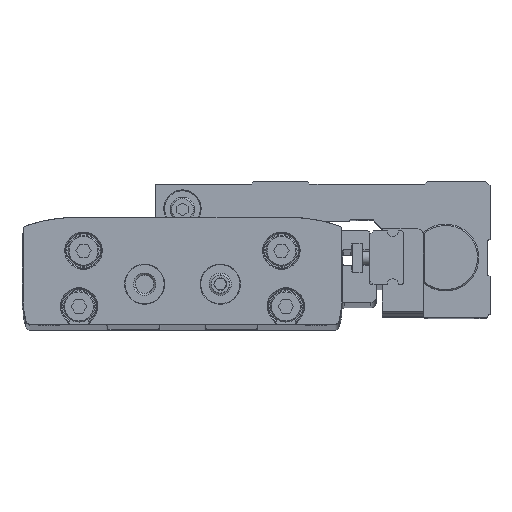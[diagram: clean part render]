
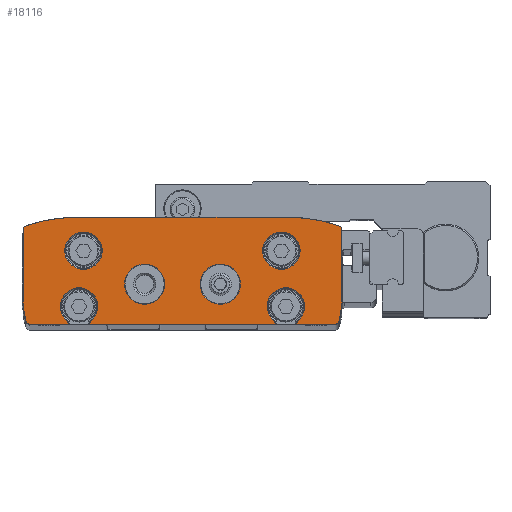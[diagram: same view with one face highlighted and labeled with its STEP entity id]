
A CAD part, top view. The second image highlights one B-rep face of the part: STEP entity #18116.
In plain terms, the highlighted planar face has unit normal (0, 0, 1).
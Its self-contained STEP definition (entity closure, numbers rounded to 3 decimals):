
#815=CIRCLE('',#22026,4.2);
#816=CIRCLE('',#22027,4.2);
#817=CIRCLE('',#22028,1.);
#818=CIRCLE('',#22029,15.);
#819=CIRCLE('',#22030,1.);
#820=CIRCLE('',#22031,35.);
#821=CIRCLE('',#22032,35.);
#822=CIRCLE('',#22033,1.);
#823=CIRCLE('',#22034,15.);
#824=CIRCLE('',#22035,1.);
#825=CIRCLE('',#22036,4.2);
#826=CIRCLE('',#22037,4.2);
#827=CIRCLE('',#22038,4.5);
#828=CIRCLE('',#22039,4.5);
#1880=ORIENTED_EDGE('',*,*,#6889,.F.);
#1881=ORIENTED_EDGE('',*,*,#6878,.T.);
#1882=ORIENTED_EDGE('',*,*,#6738,.T.);
#1883=ORIENTED_EDGE('',*,*,#6880,.F.);
#1884=ORIENTED_EDGE('',*,*,#6890,.F.);
#1885=ORIENTED_EDGE('',*,*,#6888,.T.);
#1886=ORIENTED_EDGE('',*,*,#6730,.T.);
#1887=ORIENTED_EDGE('',*,*,#6891,.T.);
#1888=ORIENTED_EDGE('',*,*,#6892,.T.);
#1889=ORIENTED_EDGE('',*,*,#6893,.T.);
#1890=ORIENTED_EDGE('',*,*,#6894,.T.);
#1891=ORIENTED_EDGE('',*,*,#6895,.T.);
#1892=ORIENTED_EDGE('',*,*,#6896,.T.);
#1893=ORIENTED_EDGE('',*,*,#6897,.T.);
#1894=ORIENTED_EDGE('',*,*,#6898,.T.);
#1895=ORIENTED_EDGE('',*,*,#6899,.T.);
#1896=ORIENTED_EDGE('',*,*,#6900,.T.);
#1897=ORIENTED_EDGE('',*,*,#6901,.T.);
#1898=ORIENTED_EDGE('',*,*,#6726,.T.);
#1899=ORIENTED_EDGE('',*,*,#6870,.F.);
#1900=ORIENTED_EDGE('',*,*,#6902,.F.);
#1901=ORIENTED_EDGE('',*,*,#6903,.F.);
#1902=ORIENTED_EDGE('',*,*,#6904,.F.);
#1903=ORIENTED_EDGE('',*,*,#6905,.F.);
#6726=EDGE_CURVE('',#9247,#9246,#11068,.T.);
#6730=EDGE_CURVE('',#9251,#9250,#11072,.T.);
#6738=EDGE_CURVE('',#9259,#9258,#11076,.T.);
#6870=EDGE_CURVE('',#9378,#9246,#11154,.T.);
#6878=EDGE_CURVE('',#9383,#9259,#11161,.T.);
#6880=EDGE_CURVE('',#9384,#9258,#11162,.T.);
#6888=EDGE_CURVE('',#9389,#9251,#11169,.T.);
#6889=EDGE_CURVE('',#9383,#9378,#815,.T.);
#6890=EDGE_CURVE('',#9389,#9384,#816,.T.);
#6891=EDGE_CURVE('',#9250,#9390,#817,.T.);
#6892=EDGE_CURVE('',#9390,#9391,#818,.T.);
#6893=EDGE_CURVE('',#9391,#9392,#11170,.T.);
#6894=EDGE_CURVE('',#9392,#9393,#819,.T.);
#6895=EDGE_CURVE('',#9393,#9394,#820,.T.);
#6896=EDGE_CURVE('',#9394,#9395,#11171,.T.);
#6897=EDGE_CURVE('',#9395,#9396,#821,.T.);
#6898=EDGE_CURVE('',#9396,#9397,#822,.T.);
#6899=EDGE_CURVE('',#9397,#9398,#11172,.T.);
#6900=EDGE_CURVE('',#9398,#9399,#823,.T.);
#6901=EDGE_CURVE('',#9399,#9247,#824,.T.);
#6902=EDGE_CURVE('',#9400,#9400,#825,.T.);
#6903=EDGE_CURVE('',#9401,#9401,#826,.T.);
#6904=EDGE_CURVE('',#9402,#9402,#827,.T.);
#6905=EDGE_CURVE('',#9403,#9403,#828,.T.);
#9246=VERTEX_POINT('',#29814);
#9247=VERTEX_POINT('',#29816);
#9250=VERTEX_POINT('',#29822);
#9251=VERTEX_POINT('',#29824);
#9258=VERTEX_POINT('',#29838);
#9259=VERTEX_POINT('',#29840);
#9378=VERTEX_POINT('',#30122);
#9383=VERTEX_POINT('',#30141);
#9384=VERTEX_POINT('',#30148);
#9389=VERTEX_POINT('',#30167);
#9390=VERTEX_POINT('',#30173);
#9391=VERTEX_POINT('',#30175);
#9392=VERTEX_POINT('',#30177);
#9393=VERTEX_POINT('',#30179);
#9394=VERTEX_POINT('',#30181);
#9395=VERTEX_POINT('',#30183);
#9396=VERTEX_POINT('',#30185);
#9397=VERTEX_POINT('',#30187);
#9398=VERTEX_POINT('',#30189);
#9399=VERTEX_POINT('',#30191);
#9400=VERTEX_POINT('',#30194);
#9401=VERTEX_POINT('',#30196);
#9402=VERTEX_POINT('',#30198);
#9403=VERTEX_POINT('',#30200);
#11068=LINE('',#29815,#12595);
#11072=LINE('',#29823,#12599);
#11076=LINE('',#29839,#12603);
#11154=LINE('',#30124,#12681);
#11161=LINE('',#30142,#12688);
#11162=LINE('',#30150,#12689);
#11169=LINE('',#30168,#12696);
#11170=LINE('',#30176,#12697);
#11171=LINE('',#30182,#12698);
#11172=LINE('',#30188,#12699);
#12595=VECTOR('',#24068,1000.);
#12599=VECTOR('',#24072,1000.);
#12603=VECTOR('',#24084,1000.);
#12681=VECTOR('',#24294,1000.);
#12688=VECTOR('',#24307,1000.);
#12689=VECTOR('',#24310,1000.);
#12696=VECTOR('',#24323,1000.);
#12697=VECTOR('',#24334,1000.);
#12698=VECTOR('',#24339,1000.);
#12699=VECTOR('',#24344,1000.);
#14162=EDGE_LOOP('',(#1880,#1881,#1882,#1883,#1884,#1885,#1886,#1887,#1888,
#1889,#1890,#1891,#1892,#1893,#1894,#1895,#1896,#1897,#1898,#1899));
#14163=EDGE_LOOP('',(#1900));
#14164=EDGE_LOOP('',(#1901));
#14165=EDGE_LOOP('',(#1902));
#14166=EDGE_LOOP('',(#1903));
#15855=FACE_BOUND('',#14162,.T.);
#15856=FACE_BOUND('',#14163,.T.);
#15857=FACE_BOUND('',#14164,.T.);
#15858=FACE_BOUND('',#14165,.T.);
#15859=FACE_BOUND('',#14166,.T.);
#17540=PLANE('',#22025);
#18116=ADVANCED_FACE('',(#15855,#15856,#15857,#15858,#15859),#17540,.T.);
#22025=AXIS2_PLACEMENT_3D('',#30169,#24324,#24325);
#22026=AXIS2_PLACEMENT_3D('',#30170,#24326,#24327);
#22027=AXIS2_PLACEMENT_3D('',#30171,#24328,#24329);
#22028=AXIS2_PLACEMENT_3D('',#30172,#24330,#24331);
#22029=AXIS2_PLACEMENT_3D('',#30174,#24332,#24333);
#22030=AXIS2_PLACEMENT_3D('',#30178,#24335,#24336);
#22031=AXIS2_PLACEMENT_3D('',#30180,#24337,#24338);
#22032=AXIS2_PLACEMENT_3D('',#30184,#24340,#24341);
#22033=AXIS2_PLACEMENT_3D('',#30186,#24342,#24343);
#22034=AXIS2_PLACEMENT_3D('',#30190,#24345,#24346);
#22035=AXIS2_PLACEMENT_3D('',#30192,#24347,#24348);
#22036=AXIS2_PLACEMENT_3D('',#30193,#24349,#24350);
#22037=AXIS2_PLACEMENT_3D('',#30195,#24351,#24352);
#22038=AXIS2_PLACEMENT_3D('',#30197,#24353,#24354);
#22039=AXIS2_PLACEMENT_3D('',#30199,#24355,#24356);
#24068=DIRECTION('',(1.,0.,0.));
#24072=DIRECTION('',(1.,0.,0.));
#24084=DIRECTION('',(1.,0.,0.));
#24294=DIRECTION('',(0.,-1.,0.));
#24307=DIRECTION('',(0.,-1.,0.));
#24310=DIRECTION('',(0.,-1.,0.));
#24323=DIRECTION('',(0.,-1.,0.));
#24324=DIRECTION('',(0.,0.,1.));
#24325=DIRECTION('',(1.,0.,0.));
#24326=DIRECTION('',(0.,0.,1.));
#24327=DIRECTION('',(1.,0.,0.));
#24328=DIRECTION('',(0.,0.,1.));
#24329=DIRECTION('',(1.,0.,0.));
#24330=DIRECTION('',(0.,0.,1.));
#24331=DIRECTION('',(1.,0.,0.));
#24332=DIRECTION('',(0.,0.,1.));
#24333=DIRECTION('',(1.,0.,0.));
#24334=DIRECTION('',(0.,1.,0.));
#24335=DIRECTION('',(0.,0.,1.));
#24336=DIRECTION('',(1.,0.,0.));
#24337=DIRECTION('',(0.,0.,1.));
#24338=DIRECTION('',(1.,0.,0.));
#24339=DIRECTION('',(-1.,0.,0.));
#24340=DIRECTION('',(0.,0.,1.));
#24341=DIRECTION('',(1.,0.,0.));
#24342=DIRECTION('',(0.,0.,1.));
#24343=DIRECTION('',(1.,0.,0.));
#24344=DIRECTION('',(0.,-1.,0.));
#24345=DIRECTION('',(0.,0.,1.));
#24346=DIRECTION('',(1.,0.,0.));
#24347=DIRECTION('',(0.,0.,1.));
#24348=DIRECTION('',(1.,0.,0.));
#24349=DIRECTION('',(0.,0.,1.));
#24350=DIRECTION('',(1.,0.,0.));
#24351=DIRECTION('',(0.,0.,1.));
#24352=DIRECTION('',(1.,0.,0.));
#24353=DIRECTION('',(0.,0.,1.));
#24354=DIRECTION('',(1.,0.,0.));
#24355=DIRECTION('',(0.,0.,1.));
#24356=DIRECTION('',(1.,0.,0.));
#29814=CARTESIAN_POINT('',(-25.7,0.,380.));
#29815=CARTESIAN_POINT('',(-34.116,0.,380.));
#29816=CARTESIAN_POINT('',(-34.116,0.,380.));
#29822=CARTESIAN_POINT('',(34.116,0.,380.));
#29823=CARTESIAN_POINT('',(-34.116,0.,380.));
#29824=CARTESIAN_POINT('',(25.7,0.,380.));
#29838=CARTESIAN_POINT('',(20.7,0.,380.));
#29839=CARTESIAN_POINT('',(-34.116,0.,380.));
#29840=CARTESIAN_POINT('',(-20.7,0.,380.));
#30122=CARTESIAN_POINT('',(-25.7,0.625,380.));
#30124=CARTESIAN_POINT('',(-25.7,4.,380.));
#30141=CARTESIAN_POINT('',(-20.7,0.625,380.));
#30142=CARTESIAN_POINT('',(-20.7,4.,380.));
#30148=CARTESIAN_POINT('',(20.7,0.625,380.));
#30150=CARTESIAN_POINT('',(20.7,4.,380.));
#30167=CARTESIAN_POINT('',(25.7,0.625,380.));
#30168=CARTESIAN_POINT('',(25.7,4.,380.));
#30169=CARTESIAN_POINT('',(-20.7,5.,380.));
#30170=CARTESIAN_POINT('',(-23.2,4.,380.));
#30171=CARTESIAN_POINT('',(23.2,4.,380.));
#30172=CARTESIAN_POINT('',(34.116,1.,380.));
#30173=CARTESIAN_POINT('',(35.075,0.714,380.));
#30174=CARTESIAN_POINT('',(20.7,5.,380.));
#30175=CARTESIAN_POINT('',(35.7,5.,380.));
#30176=CARTESIAN_POINT('',(35.7,5.,380.));
#30177=CARTESIAN_POINT('',(35.7,21.171,380.));
#30178=CARTESIAN_POINT('',(34.7,21.171,380.));
#30179=CARTESIAN_POINT('',(35.024,22.118,380.));
#30180=CARTESIAN_POINT('',(23.7,-11.,380.));
#30181=CARTESIAN_POINT('',(23.7,24.,380.));
#30182=CARTESIAN_POINT('',(23.7,24.,380.));
#30183=CARTESIAN_POINT('',(-23.7,24.,380.));
#30184=CARTESIAN_POINT('',(-23.7,-11.,380.));
#30185=CARTESIAN_POINT('',(-35.024,22.118,380.));
#30186=CARTESIAN_POINT('',(-34.7,21.171,380.));
#30187=CARTESIAN_POINT('',(-35.7,21.171,380.));
#30188=CARTESIAN_POINT('',(-35.7,21.171,380.));
#30189=CARTESIAN_POINT('',(-35.7,5.,380.));
#30190=CARTESIAN_POINT('',(-20.7,5.,380.));
#30191=CARTESIAN_POINT('',(-35.075,0.714,380.));
#30192=CARTESIAN_POINT('',(-34.116,1.,380.));
#30193=CARTESIAN_POINT('',(-22.2,16.5,380.));
#30194=CARTESIAN_POINT('',(-18.,16.5,380.));
#30195=CARTESIAN_POINT('',(22.2,16.5,380.));
#30196=CARTESIAN_POINT('',(26.4,16.5,380.));
#30197=CARTESIAN_POINT('',(-8.5,9.,380.));
#30198=CARTESIAN_POINT('',(-4.,9.,380.));
#30199=CARTESIAN_POINT('',(8.5,9.,380.));
#30200=CARTESIAN_POINT('',(13.,9.,380.));
